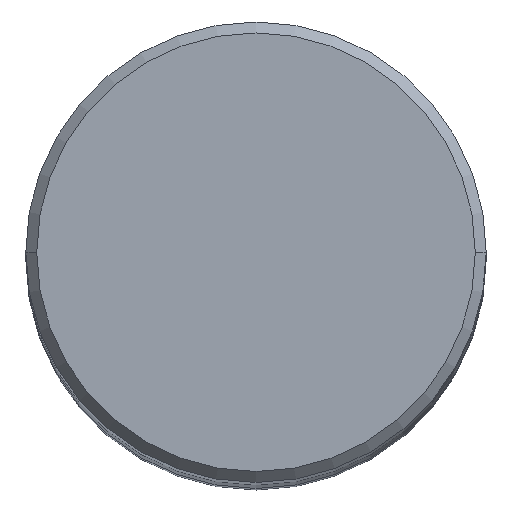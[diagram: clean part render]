
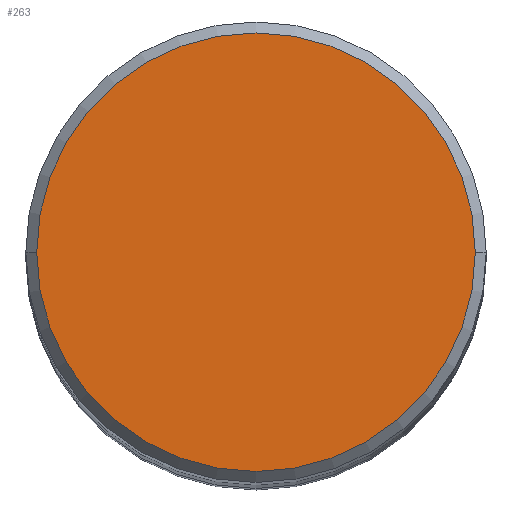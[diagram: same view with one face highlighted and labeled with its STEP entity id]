
A CAD part, top view. The second image highlights one B-rep face of the part: STEP entity #263.
In plain terms, the highlighted planar face has unit normal (0, 0, 1).
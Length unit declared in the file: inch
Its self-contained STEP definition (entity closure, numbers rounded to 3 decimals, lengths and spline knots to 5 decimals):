
#5 = FACE_OUTER_BOUND ( 'NONE', #78, .T. ) ;
#32 = CARTESIAN_POINT ( 'NONE',  ( 0.29996, 0., 5.90551 ) ) ;
#39 = CIRCLE ( 'NONE', #179, 0.29996 ) ;
#47 = CIRCLE ( 'NONE', #231, 0.29996 ) ;
#61 = CARTESIAN_POINT ( 'NONE',  ( 0., 0., 5.90551 ) ) ;
#78 = EDGE_LOOP ( 'NONE', ( #132, #195 ) ) ;
#81 = VERTEX_POINT ( 'NONE', #257 ) ;
#93 = DIRECTION ( 'NONE',  ( 1., 0., 0. ) ) ;
#132 = ORIENTED_EDGE ( 'NONE', *, *, #252, .T. ) ;
#151 = PLANE ( 'NONE',  #349 ) ;
#179 = AXIS2_PLACEMENT_3D ( 'NONE', #61, #237, #93 ) ;
#195 = ORIENTED_EDGE ( 'NONE', *, *, #327, .T. ) ;
#213 = DIRECTION ( 'NONE',  ( 1., 0., 0. ) ) ;
#231 = AXIS2_PLACEMENT_3D ( 'NONE', #355, #239, #362 ) ;
#232 = DIRECTION ( 'NONE',  ( 0., 0., 1. ) ) ;
#237 = DIRECTION ( 'NONE',  ( 0., 0., 1. ) ) ;
#239 = DIRECTION ( 'NONE',  ( 0., 0., 1. ) ) ;
#242 = VERTEX_POINT ( 'NONE', #32 ) ;
#252 = EDGE_CURVE ( 'NONE', #81, #242, #39, .T. ) ;
#257 = CARTESIAN_POINT ( 'NONE',  ( -0.29996, 0., 5.90551 ) ) ;
#263 = ADVANCED_FACE ( 'NONE', ( #5 ), #151, .T. ) ;
#327 = EDGE_CURVE ( 'NONE', #242, #81, #47, .T. ) ;
#349 = AXIS2_PLACEMENT_3D ( 'NONE', #357, #232, #213 ) ;
#355 = CARTESIAN_POINT ( 'NONE',  ( 0., 0., 5.90551 ) ) ;
#357 = CARTESIAN_POINT ( 'NONE',  ( 0., 0., 5.90551 ) ) ;
#362 = DIRECTION ( 'NONE',  ( 1., 0., 0. ) ) ;
